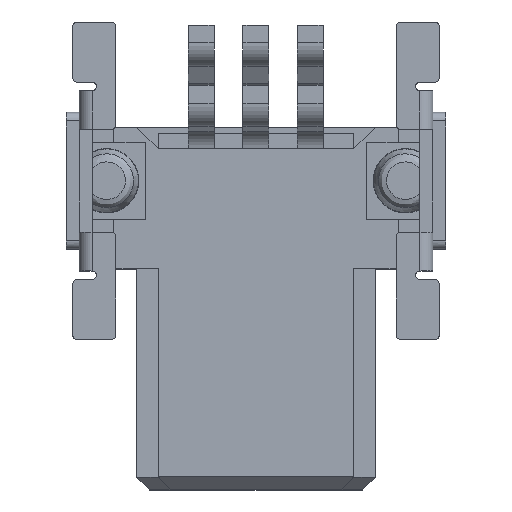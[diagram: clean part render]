
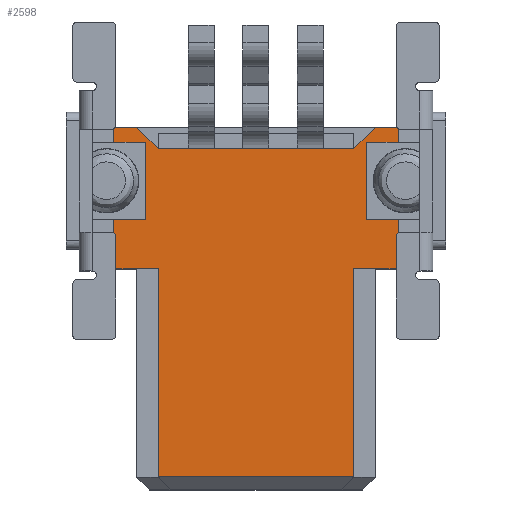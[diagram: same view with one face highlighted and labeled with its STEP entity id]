
A CAD part, top view. The second image highlights one B-rep face of the part: STEP entity #2598.
In plain terms, the highlighted planar face has unit normal (0, 0, 1).
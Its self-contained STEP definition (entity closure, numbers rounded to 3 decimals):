
#2598=ADVANCED_FACE('',(#3301),#2929,.T.);
#2929=PLANE('',#10205);
#3301=FACE_OUTER_BOUND('',#3717,.T.);
#3717=EDGE_LOOP('',(#5517,#5518,#5519,#5520,#5521,#5522,#5523,#5524,#5525,
#5526,#5527,#5528,#5529,#5530,#5531,#5532,#5533,#5534,#5535,#5536));
#5517=ORIENTED_EDGE('',*,*,#7778,.T.);
#5518=ORIENTED_EDGE('',*,*,#7765,.T.);
#5519=ORIENTED_EDGE('',*,*,#7780,.T.);
#5520=ORIENTED_EDGE('',*,*,#7761,.T.);
#5521=ORIENTED_EDGE('',*,*,#7402,.T.);
#5522=ORIENTED_EDGE('',*,*,#7403,.T.);
#5523=ORIENTED_EDGE('',*,*,#7407,.T.);
#5524=ORIENTED_EDGE('',*,*,#7419,.T.);
#5525=ORIENTED_EDGE('',*,*,#7422,.T.);
#5526=ORIENTED_EDGE('',*,*,#7427,.T.);
#5527=ORIENTED_EDGE('',*,*,#7439,.T.);
#5528=ORIENTED_EDGE('',*,*,#7744,.T.);
#5529=ORIENTED_EDGE('',*,*,#7728,.T.);
#5530=ORIENTED_EDGE('',*,*,#7732,.T.);
#5531=ORIENTED_EDGE('',*,*,#7733,.T.);
#5532=ORIENTED_EDGE('',*,*,#7736,.T.);
#5533=ORIENTED_EDGE('',*,*,#7781,.T.);
#5534=ORIENTED_EDGE('',*,*,#6969,.T.);
#5535=ORIENTED_EDGE('',*,*,#7782,.T.);
#5536=ORIENTED_EDGE('',*,*,#7783,.F.);
#6191=VERTEX_POINT('',#12577);
#6192=VERTEX_POINT('',#12579);
#6481=VERTEX_POINT('',#13507);
#6482=VERTEX_POINT('',#13509);
#6483=VERTEX_POINT('',#13513);
#6484=VERTEX_POINT('',#13518);
#6493=VERTEX_POINT('',#13543);
#6495=VERTEX_POINT('',#13550);
#6498=VERTEX_POINT('',#13558);
#6503=VERTEX_POINT('',#13581);
#6697=VERTEX_POINT('',#14213);
#6698=VERTEX_POINT('',#14215);
#6699=VERTEX_POINT('',#14220);
#6700=VERTEX_POINT('',#14224);
#6701=VERTEX_POINT('',#14228);
#6715=VERTEX_POINT('',#14278);
#6718=VERTEX_POINT('',#14285);
#6719=VERTEX_POINT('',#14287);
#6727=VERTEX_POINT('',#14313);
#6728=VERTEX_POINT('',#14319);
#6969=EDGE_CURVE('',#6192,#6191,#8106,.T.);
#7402=EDGE_CURVE('',#6481,#6482,#8447,.T.);
#7403=EDGE_CURVE('',#6482,#6483,#8448,.T.);
#7407=EDGE_CURVE('',#6483,#6484,#8452,.T.);
#7419=EDGE_CURVE('',#6484,#6493,#8464,.T.);
#7422=EDGE_CURVE('',#6493,#6495,#8467,.T.);
#7427=EDGE_CURVE('',#6495,#6498,#8472,.T.);
#7439=EDGE_CURVE('',#6498,#6503,#8484,.T.);
#7728=EDGE_CURVE('',#6698,#6697,#8681,.T.);
#7732=EDGE_CURVE('',#6697,#6699,#8685,.T.);
#7733=EDGE_CURVE('',#6699,#6700,#8686,.T.);
#7736=EDGE_CURVE('',#6700,#6701,#8689,.T.);
#7744=EDGE_CURVE('',#6503,#6698,#8697,.T.);
#7761=EDGE_CURVE('',#6715,#6481,#8714,.T.);
#7765=EDGE_CURVE('',#6719,#6718,#8718,.T.);
#7778=EDGE_CURVE('',#6727,#6719,#8731,.T.);
#7780=EDGE_CURVE('',#6718,#6715,#8733,.T.);
#7781=EDGE_CURVE('',#6701,#6192,#8734,.T.);
#7782=EDGE_CURVE('',#6191,#6728,#8735,.T.);
#7783=EDGE_CURVE('',#6727,#6728,#8736,.T.);
#8106=LINE('',#12578,#8939);
#8447=LINE('',#13510,#9280);
#8448=LINE('',#13512,#9281);
#8452=LINE('',#13519,#9285);
#8464=LINE('',#13544,#9297);
#8467=LINE('',#13549,#9300);
#8472=LINE('',#13559,#9305);
#8484=LINE('',#13582,#9317);
#8681=LINE('',#14214,#9514);
#8685=LINE('',#14221,#9518);
#8686=LINE('',#14223,#9519);
#8689=LINE('',#14229,#9522);
#8697=LINE('',#14243,#9530);
#8714=LINE('',#14277,#9547);
#8718=LINE('',#14286,#9551);
#8731=LINE('',#14312,#9564);
#8733=LINE('',#14316,#9566);
#8734=LINE('',#14317,#9567);
#8735=LINE('',#14318,#9568);
#8736=LINE('',#14320,#9569);
#8939=VECTOR('',#10461,1.);
#9280=VECTOR('',#11274,1.);
#9281=VECTOR('',#11277,1.);
#9285=VECTOR('',#11283,1.);
#9297=VECTOR('',#11303,1.);
#9300=VECTOR('',#11308,1.);
#9305=VECTOR('',#11315,1.);
#9317=VECTOR('',#11339,1.);
#9514=VECTOR('',#11890,1.);
#9518=VECTOR('',#11896,1.);
#9519=VECTOR('',#11899,1.);
#9522=VECTOR('',#11904,1.);
#9530=VECTOR('',#11916,1.);
#9547=VECTOR('',#11949,1.);
#9551=VECTOR('',#11955,1.);
#9564=VECTOR('',#11978,1.);
#9566=VECTOR('',#11982,1.);
#9567=VECTOR('',#11983,1.);
#9568=VECTOR('',#11984,1.);
#9569=VECTOR('',#11985,1.);
#10205=AXIS2_PLACEMENT_3D('',#14321,#11986,#11987);
#10461=DIRECTION('',(-1.,0.,0.));
#11274=DIRECTION('',(0.,-1.,0.));
#11277=DIRECTION('',(-1.,0.,0.));
#11283=DIRECTION('',(0.,-1.,0.));
#11303=DIRECTION('',(1.,0.,0.));
#11308=DIRECTION('',(0.,-1.,0.));
#11315=DIRECTION('',(1.,0.,0.));
#11339=DIRECTION('',(0.,1.,0.));
#11890=DIRECTION('',(0.,1.,0.));
#11896=DIRECTION('',(-1.,0.,0.));
#11899=DIRECTION('',(0.,1.,0.));
#11904=DIRECTION('',(1.,0.,0.));
#11916=DIRECTION('',(1.,0.,0.));
#11949=DIRECTION('',(1.,0.,0.));
#11955=DIRECTION('',(-1.,0.,0.));
#11978=DIRECTION('',(-0.707,0.707,0.));
#11982=DIRECTION('',(0.,-1.,0.));
#11983=DIRECTION('',(0.,1.,0.));
#11984=DIRECTION('',(-0.707,-0.707,0.));
#11985=DIRECTION('',(1.,0.,0.));
#11986=DIRECTION('',(0.,0.,1.));
#11987=DIRECTION('',(0.,1.,0.));
#12577=CARTESIAN_POINT('',(3.685,2.188,2.785));
#12578=CARTESIAN_POINT('',(4.215,2.188,2.785));
#12579=CARTESIAN_POINT('',(4.215,2.188,2.785));
#13507=CARTESIAN_POINT('',(-1.675,1.838,2.785));
#13509=CARTESIAN_POINT('',(-1.675,0.038,2.785));
#13510=CARTESIAN_POINT('',(-1.675,1.838,2.785));
#13512=CARTESIAN_POINT('',(-1.675,0.038,2.785));
#13513=CARTESIAN_POINT('',(-2.405,0.038,2.785));
#13518=CARTESIAN_POINT('',(-2.405,-1.112,2.785));
#13519=CARTESIAN_POINT('',(-2.405,0.038,2.785));
#13543=CARTESIAN_POINT('',(-1.375,-1.112,2.785));
#13544=CARTESIAN_POINT('',(-2.405,-1.112,2.785));
#13549=CARTESIAN_POINT('',(-1.375,-1.112,2.785));
#13550=CARTESIAN_POINT('',(-1.375,-5.962,2.785));
#13558=CARTESIAN_POINT('',(3.185,-5.962,2.785));
#13559=CARTESIAN_POINT('',(-1.375,-5.962,2.785));
#13581=CARTESIAN_POINT('',(3.185,-1.112,2.785));
#13582=CARTESIAN_POINT('',(3.185,-5.962,2.785));
#14213=CARTESIAN_POINT('',(4.215,0.038,2.785));
#14214=CARTESIAN_POINT('',(4.215,-1.112,2.785));
#14215=CARTESIAN_POINT('',(4.215,-1.112,2.785));
#14220=CARTESIAN_POINT('',(3.485,0.038,2.785));
#14221=CARTESIAN_POINT('',(4.215,0.038,2.785));
#14223=CARTESIAN_POINT('',(3.485,0.038,2.785));
#14224=CARTESIAN_POINT('',(3.485,1.838,2.785));
#14228=CARTESIAN_POINT('',(4.215,1.838,2.785));
#14229=CARTESIAN_POINT('',(3.485,1.838,2.785));
#14243=CARTESIAN_POINT('',(3.185,-1.112,2.785));
#14277=CARTESIAN_POINT('',(-2.405,1.838,2.785));
#14278=CARTESIAN_POINT('',(-2.405,1.838,2.785));
#14285=CARTESIAN_POINT('',(-2.405,2.188,2.785));
#14286=CARTESIAN_POINT('',(-1.875,2.188,2.785));
#14287=CARTESIAN_POINT('',(-1.875,2.188,2.785));
#14312=CARTESIAN_POINT('',(-1.375,1.688,2.785));
#14313=CARTESIAN_POINT('',(-1.375,1.688,2.785));
#14316=CARTESIAN_POINT('',(-2.405,2.188,2.785));
#14317=CARTESIAN_POINT('',(4.215,1.838,2.785));
#14318=CARTESIAN_POINT('',(3.685,2.188,2.785));
#14319=CARTESIAN_POINT('',(3.185,1.688,2.785));
#14320=CARTESIAN_POINT('',(-1.375,1.688,2.785));
#14321=CARTESIAN_POINT('',(4.515,-6.162,2.785));
